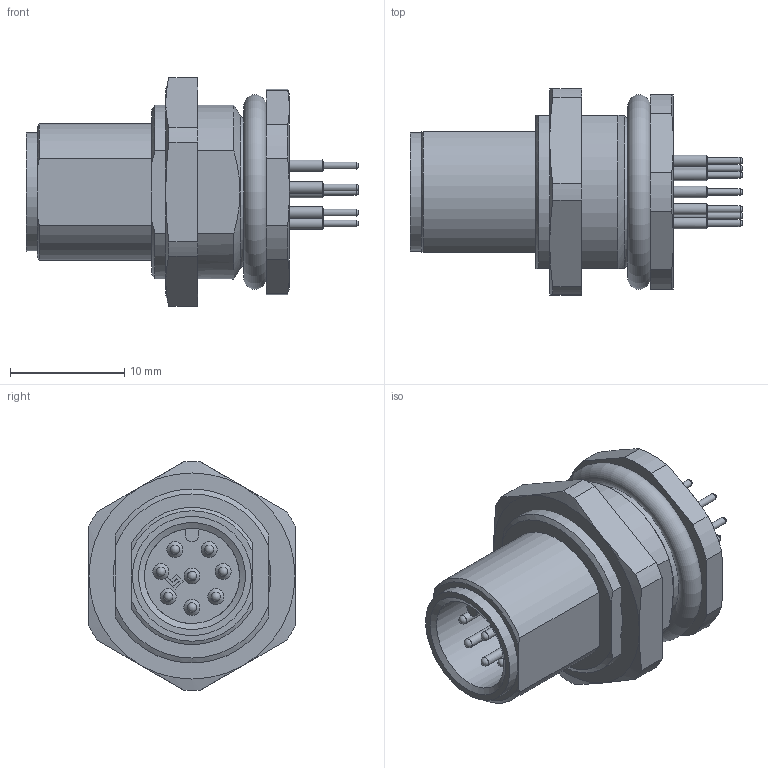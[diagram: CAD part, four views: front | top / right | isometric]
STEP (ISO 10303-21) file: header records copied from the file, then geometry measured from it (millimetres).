
FILE_DESCRIPTION(/* description */ (''),/* implementation_level */ '2;1');
FILE_NAME(/* name */ '09-3481-90-08_bg.stp',/* time_stamp */ '2010-08-19T11:35:23+02:00',/* author */ (''),/* organization */ (''),/* preprocessor_version */ 'ST-DEVELOPER v11',/* originating_system */ 'UGS - NX 5.0',/* authorisation */ '');
FILE_SCHEMA (('CONFIG_CONTROL_DESIGN'));
Length unit declared in the file: millimetre
Products named in the file (1): kbor1D88e30t
Bounding box: 29 x 18 x 19.99 mm (x, y, z)
Volume: 2543.9 mm3; surface area: 3490.8 mm2
Topology: 3 solids, 3 shells, 192 faces, 465 edges, 293 vertices
Faces by surface type: plane 77, cone 54, cylinder 47, sphere 8, torus 6
Full cylindrical faces by diameter (mm): 0.6 x8, 0.8 x8, 1 x8, 7.7 x1, 8.3 x1, 10.4 x1, 11 x1, 13 x1, 13.8 x1
Entity records: 4948 total; most frequent: CARTESIAN_POINT 918, DIRECTION 856, ORIENTED_EDGE 680, AXIS2_PLACEMENT_3D 365, EDGE_CURVE 340, EDGE_LOOP 294, VERTEX_POINT 255, ADVANCED_FACE 192
